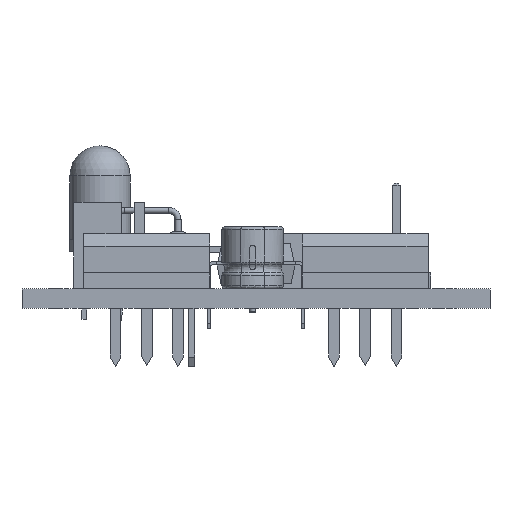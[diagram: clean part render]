
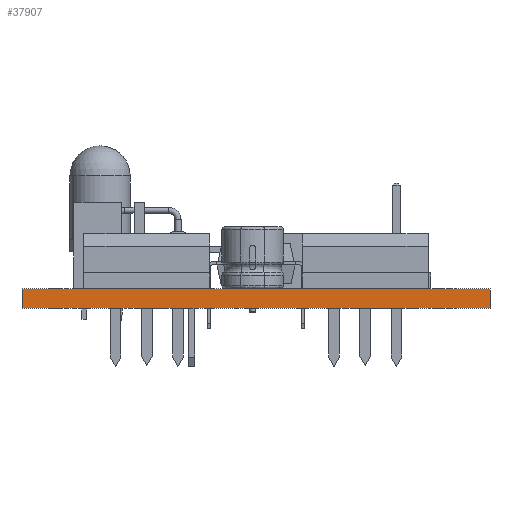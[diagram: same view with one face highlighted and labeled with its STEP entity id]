
A CAD part, front view. The second image highlights one B-rep face of the part: STEP entity #37907.
In plain terms, the highlighted planar face has unit normal (0, -1, 0).
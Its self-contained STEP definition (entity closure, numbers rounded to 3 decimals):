
#37907 = ADVANCED_FACE('',(#37908),#37922,.T.);
#37908 = FACE_BOUND('',#37909,.T.);
#37909 = EDGE_LOOP('',(#37910,#37945,#37973,#38001));
#37910 = ORIENTED_EDGE('',*,*,#37911,.T.);
#37911 = EDGE_CURVE('',#37912,#37914,#37916,.T.);
#37912 = VERTEX_POINT('',#37913);
#37913 = CARTESIAN_POINT('',(149.86,-132.08,0.));
#37914 = VERTEX_POINT('',#37915);
#37915 = CARTESIAN_POINT('',(149.86,-132.08,1.58));
#37916 = SURFACE_CURVE('',#37917,(#37921,#37933),.PCURVE_S1.);
#37917 = LINE('',#37918,#37919);
#37918 = CARTESIAN_POINT('',(149.86,-132.08,0.));
#37919 = VECTOR('',#37920,1.);
#37920 = DIRECTION('',(0.,0.,1.));
#37921 = PCURVE('',#37922,#37927);
#37922 = PLANE('',#37923);
#37923 = AXIS2_PLACEMENT_3D('',#37924,#37925,#37926);
#37924 = CARTESIAN_POINT('',(149.86,-132.08,0.));
#37925 = DIRECTION('',(0.,-1.,0.));
#37926 = DIRECTION('',(-1.,0.,0.));
#37927 = DEFINITIONAL_REPRESENTATION('',(#37928),#37932);
#37928 = LINE('',#37929,#37930);
#37929 = CARTESIAN_POINT('',(0.,-0.));
#37930 = VECTOR('',#37931,1.);
#37931 = DIRECTION('',(0.,-1.));
#37932 = ( GEOMETRIC_REPRESENTATION_CONTEXT(2) 
PARAMETRIC_REPRESENTATION_CONTEXT() REPRESENTATION_CONTEXT('2D SPACE',''
  ) );
#37933 = PCURVE('',#37934,#37939);
#37934 = PLANE('',#37935);
#37935 = AXIS2_PLACEMENT_3D('',#37936,#37937,#37938);
#37936 = CARTESIAN_POINT('',(149.86,-55.88,0.));
#37937 = DIRECTION('',(1.,0.,-0.));
#37938 = DIRECTION('',(0.,-1.,0.));
#37939 = DEFINITIONAL_REPRESENTATION('',(#37940),#37944);
#37940 = LINE('',#37941,#37942);
#37941 = CARTESIAN_POINT('',(76.2,0.));
#37942 = VECTOR('',#37943,1.);
#37943 = DIRECTION('',(0.,-1.));
#37944 = ( GEOMETRIC_REPRESENTATION_CONTEXT(2) 
PARAMETRIC_REPRESENTATION_CONTEXT() REPRESENTATION_CONTEXT('2D SPACE',''
  ) );
#37945 = ORIENTED_EDGE('',*,*,#37946,.T.);
#37946 = EDGE_CURVE('',#37914,#37947,#37949,.T.);
#37947 = VERTEX_POINT('',#37948);
#37948 = CARTESIAN_POINT('',(111.76,-132.08,1.58));
#37949 = SURFACE_CURVE('',#37950,(#37954,#37961),.PCURVE_S1.);
#37950 = LINE('',#37951,#37952);
#37951 = CARTESIAN_POINT('',(149.86,-132.08,1.58));
#37952 = VECTOR('',#37953,1.);
#37953 = DIRECTION('',(-1.,0.,0.));
#37954 = PCURVE('',#37922,#37955);
#37955 = DEFINITIONAL_REPRESENTATION('',(#37956),#37960);
#37956 = LINE('',#37957,#37958);
#37957 = CARTESIAN_POINT('',(0.,-1.58));
#37958 = VECTOR('',#37959,1.);
#37959 = DIRECTION('',(1.,0.));
#37960 = ( GEOMETRIC_REPRESENTATION_CONTEXT(2) 
PARAMETRIC_REPRESENTATION_CONTEXT() REPRESENTATION_CONTEXT('2D SPACE',''
  ) );
#37961 = PCURVE('',#37962,#37967);
#37962 = PLANE('',#37963);
#37963 = AXIS2_PLACEMENT_3D('',#37964,#37965,#37966);
#37964 = CARTESIAN_POINT('',(130.81,-93.98,1.58));
#37965 = DIRECTION('',(-0.,-0.,-1.));
#37966 = DIRECTION('',(-1.,0.,0.));
#37967 = DEFINITIONAL_REPRESENTATION('',(#37968),#37972);
#37968 = LINE('',#37969,#37970);
#37969 = CARTESIAN_POINT('',(-19.05,-38.1));
#37970 = VECTOR('',#37971,1.);
#37971 = DIRECTION('',(1.,0.));
#37972 = ( GEOMETRIC_REPRESENTATION_CONTEXT(2) 
PARAMETRIC_REPRESENTATION_CONTEXT() REPRESENTATION_CONTEXT('2D SPACE',''
  ) );
#37973 = ORIENTED_EDGE('',*,*,#37974,.F.);
#37974 = EDGE_CURVE('',#37975,#37947,#37977,.T.);
#37975 = VERTEX_POINT('',#37976);
#37976 = CARTESIAN_POINT('',(111.76,-132.08,0.));
#37977 = SURFACE_CURVE('',#37978,(#37982,#37989),.PCURVE_S1.);
#37978 = LINE('',#37979,#37980);
#37979 = CARTESIAN_POINT('',(111.76,-132.08,0.));
#37980 = VECTOR('',#37981,1.);
#37981 = DIRECTION('',(0.,0.,1.));
#37982 = PCURVE('',#37922,#37983);
#37983 = DEFINITIONAL_REPRESENTATION('',(#37984),#37988);
#37984 = LINE('',#37985,#37986);
#37985 = CARTESIAN_POINT('',(38.1,0.));
#37986 = VECTOR('',#37987,1.);
#37987 = DIRECTION('',(0.,-1.));
#37988 = ( GEOMETRIC_REPRESENTATION_CONTEXT(2) 
PARAMETRIC_REPRESENTATION_CONTEXT() REPRESENTATION_CONTEXT('2D SPACE',''
  ) );
#37989 = PCURVE('',#37990,#37995);
#37990 = PLANE('',#37991);
#37991 = AXIS2_PLACEMENT_3D('',#37992,#37993,#37994);
#37992 = CARTESIAN_POINT('',(111.76,-132.08,0.));
#37993 = DIRECTION('',(-1.,0.,0.));
#37994 = DIRECTION('',(0.,1.,0.));
#37995 = DEFINITIONAL_REPRESENTATION('',(#37996),#38000);
#37996 = LINE('',#37997,#37998);
#37997 = CARTESIAN_POINT('',(0.,0.));
#37998 = VECTOR('',#37999,1.);
#37999 = DIRECTION('',(0.,-1.));
#38000 = ( GEOMETRIC_REPRESENTATION_CONTEXT(2) 
PARAMETRIC_REPRESENTATION_CONTEXT() REPRESENTATION_CONTEXT('2D SPACE',''
  ) );
#38001 = ORIENTED_EDGE('',*,*,#38002,.F.);
#38002 = EDGE_CURVE('',#37912,#37975,#38003,.T.);
#38003 = SURFACE_CURVE('',#38004,(#38008,#38015),.PCURVE_S1.);
#38004 = LINE('',#38005,#38006);
#38005 = CARTESIAN_POINT('',(149.86,-132.08,0.));
#38006 = VECTOR('',#38007,1.);
#38007 = DIRECTION('',(-1.,0.,0.));
#38008 = PCURVE('',#37922,#38009);
#38009 = DEFINITIONAL_REPRESENTATION('',(#38010),#38014);
#38010 = LINE('',#38011,#38012);
#38011 = CARTESIAN_POINT('',(0.,-0.));
#38012 = VECTOR('',#38013,1.);
#38013 = DIRECTION('',(1.,0.));
#38014 = ( GEOMETRIC_REPRESENTATION_CONTEXT(2) 
PARAMETRIC_REPRESENTATION_CONTEXT() REPRESENTATION_CONTEXT('2D SPACE',''
  ) );
#38015 = PCURVE('',#38016,#38021);
#38016 = PLANE('',#38017);
#38017 = AXIS2_PLACEMENT_3D('',#38018,#38019,#38020);
#38018 = CARTESIAN_POINT('',(130.81,-93.98,0.));
#38019 = DIRECTION('',(-0.,-0.,-1.));
#38020 = DIRECTION('',(-1.,0.,0.));
#38021 = DEFINITIONAL_REPRESENTATION('',(#38022),#38026);
#38022 = LINE('',#38023,#38024);
#38023 = CARTESIAN_POINT('',(-19.05,-38.1));
#38024 = VECTOR('',#38025,1.);
#38025 = DIRECTION('',(1.,0.));
#38026 = ( GEOMETRIC_REPRESENTATION_CONTEXT(2) 
PARAMETRIC_REPRESENTATION_CONTEXT() REPRESENTATION_CONTEXT('2D SPACE',''
  ) );
